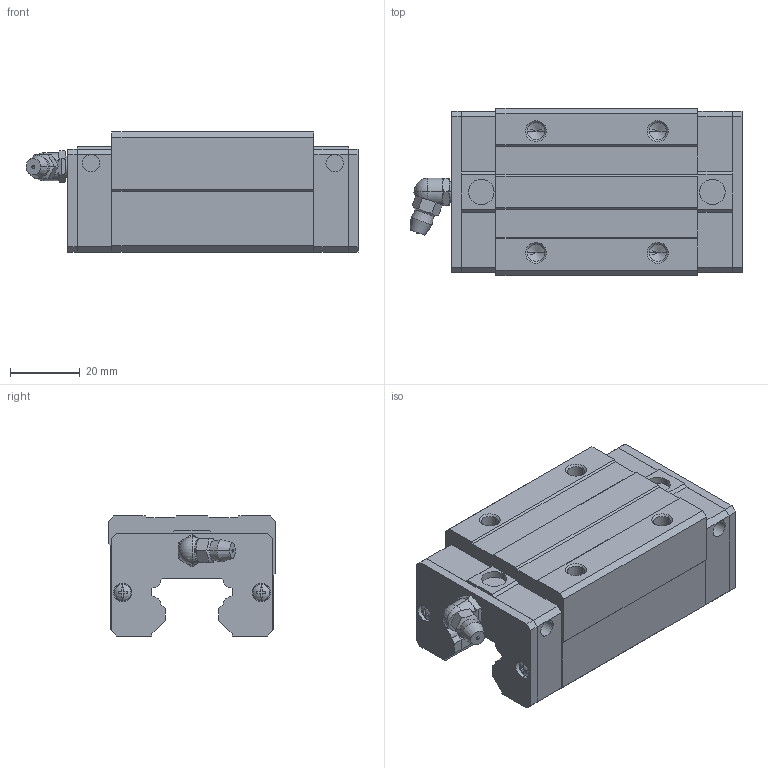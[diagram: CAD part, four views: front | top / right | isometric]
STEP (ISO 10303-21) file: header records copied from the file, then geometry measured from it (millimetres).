
FILE_DESCRIPTION(('starvars output'),'2;1');
FILE_NAME('cv20211209075908000005522.stp','07:59:08 2021/12/09',( 'Thomas Industrial Network Germany GmbH'),( 'Thomas Industrial Network Germany GmbH'),'unknown preprocess','ACIS' ,'unknown authorization');
FILE_SCHEMA(('AUTOMOTIVE_DESIGN_CC2 {UNKNOWN IMPLEMENTATION LEVEL}'));
Length unit declared in the file: millimetre
Products named in the file (10): PRODUCT_ID_1; PRODUCT_ID_2; PRODUCT_ID_3; PRODUCT_ID_4; PRODUCT_ID_5; PRODUCT_ID_6; PRODUCT_ID_7; PRODUCT_ID_8; PRODUCT_ID_9; PRODUCT_ID_10
Bounding box: 95.4 x 48 x 34.5 mm (x, y, z)
Volume: 102042 mm3; surface area: 29501 mm2
Topology: 10 solids, 10 shells, 399 faces, 1022 edges, 648 vertices
Faces by surface type: plane 250, cylinder 73, cone 64, sphere 12
Entity records: 14696 total; most frequent: ORIENTED_EDGE 2020, CARTESIAN_POINT 1886, DIRECTION 1571, EDGE_CURVE 1010, VECTOR 653, LINE 653, VERTEX_POINT 648, AXIS2_PLACEMENT_3D 459
